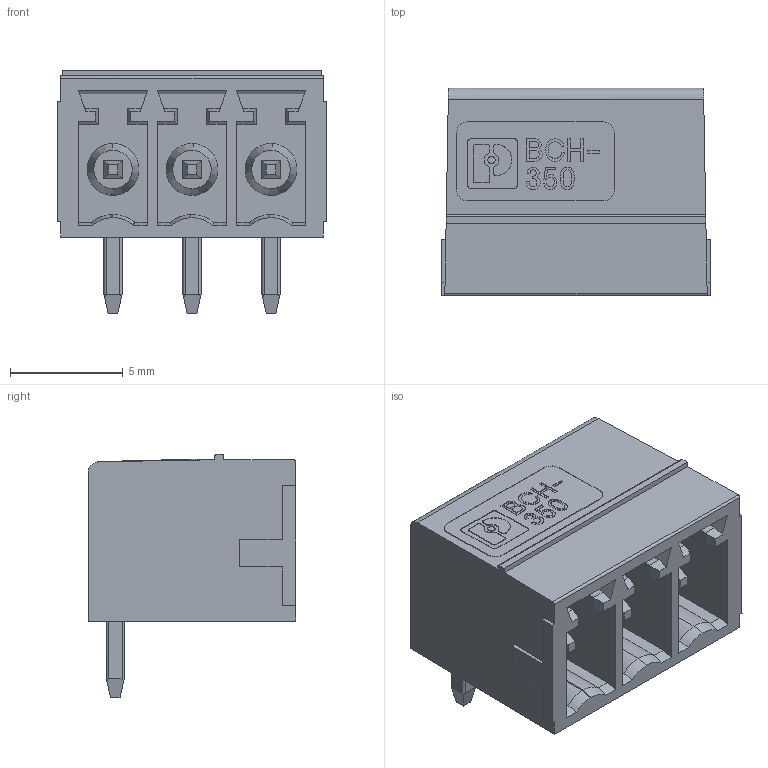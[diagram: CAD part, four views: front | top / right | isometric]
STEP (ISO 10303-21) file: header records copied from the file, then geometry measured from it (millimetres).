
FILE_DESCRIPTION(('STEP AP214'),'1');
FILE_NAME('cctmp_F83215A7-B6E2-4740-9A40-6B8F2A40F824_2024_08_28_08_51_11_0541_5660..stp','2024-08-28T08:51:11',('PHOENIX CONTACT Deutschland GmbH'),('CADClick - www.CADClick.com'),'Spatial InterOp 3D',' ','unknown authorization');
FILE_SCHEMA(('AUTOMOTIVE_DESIGN'));
Length unit declared in the file: millimetre
Products named in the file (5): 2024_08_28_08_51_11_0338; 2024_08_28_08_51_11_0541; 2024_08_28_08_51_11_0526; 2024_08_28_08_51_11_0510; 2024_08_28_08_51_11_0479
Assembly tree (4 placements, depth 2):
  2024_08_28_08_51_11_0338
    2024_08_28_08_51_11_0541
    2024_08_28_08_51_11_0526
    2024_08_28_08_51_11_0510
    2024_08_28_08_51_11_0479
Bounding box: 11.9 x 9.2 x 10.8 mm (x, y, z)
Volume: 421.2 mm3; surface area: 1108.1 mm2
Topology: 4 solids, 4 shells, 635 faces, 1800 edges, 1185 vertices
Faces by surface type: plane 522, cylinder 85, cone 16, torus 6, bspline 6
Entity records: 42218 total; most frequent: CARTESIAN_POINT 6307, ORIENTED_EDGE 3588, STYLED_ITEM 3501, PRESENTATION_STYLE_ASSIGNMENT 3501, COLOUR_RGB 3501, DIRECTION 3116, EDGE_CURVE 1794, CURVE_STYLE 1751
